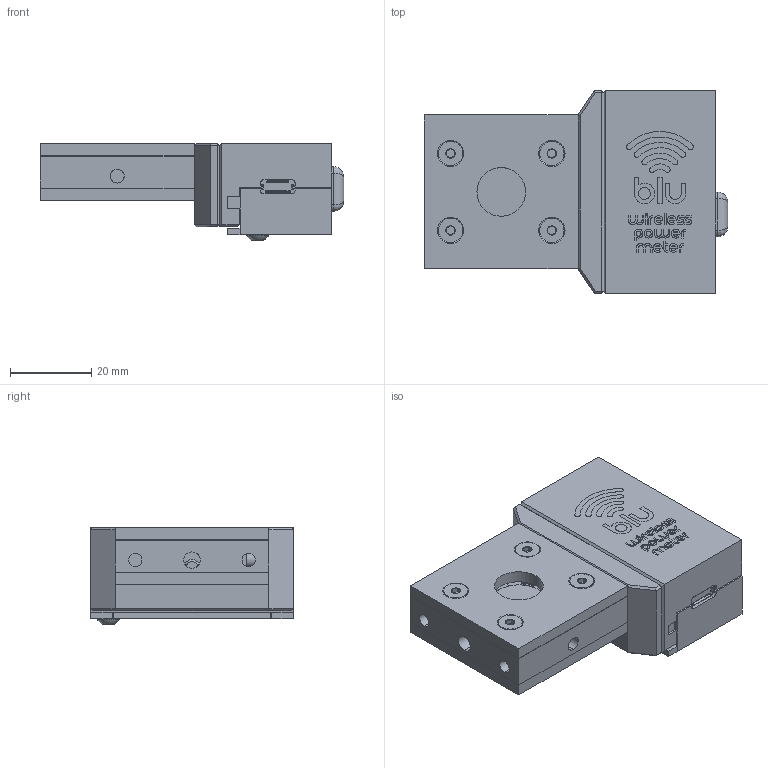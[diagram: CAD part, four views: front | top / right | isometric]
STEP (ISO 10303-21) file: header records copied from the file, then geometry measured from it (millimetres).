
FILE_DESCRIPTION (( 'STEP AP214' ), '1' );
FILE_NAME ('SK-9751 UP12E-10S-H5-BLU.STEP', '2017-11-13T13:27:47', ( '' ), ( '' ), 'SwSTEP 2.0', 'SolidWorks 2016', '' );
FILE_SCHEMA (( 'AUTOMOTIVE_DESIGN' ));
Length unit declared in the file: millimetre
Products named in the file (1): SK-9751 UP12E-10S-H5-BLU
Bounding box: 74.92 x 50 x 23.95 mm (x, y, z)
Surface area: 22957.1 mm2 (no closed solid volume)
Topology: 0 solids, 14 shells, 1370 faces, 3734 edges, 2434 vertices
Faces by surface type: cylinder 558, plane 448, bspline 261, cone 95, sphere 4, torus 4
Entity records: 70667 total; most frequent: CARTESIAN_POINT 25011, ORIENTED_EDGE 7414, DIRECTION 4924, EDGE_CURVE 3724, VERTEX_POINT 2434, VECTOR 1886, LINE 1886, AXIS2_PLACEMENT_3D 1519
